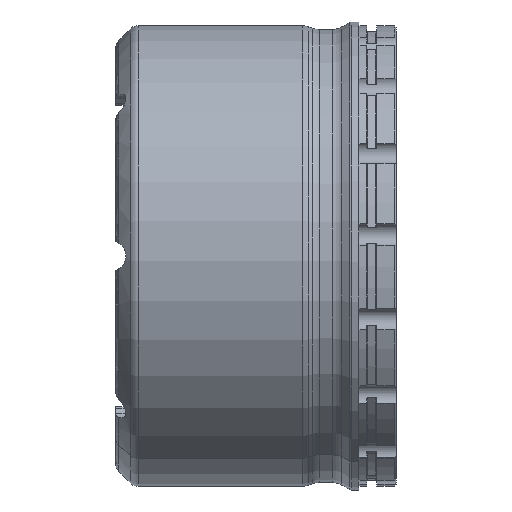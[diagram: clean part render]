
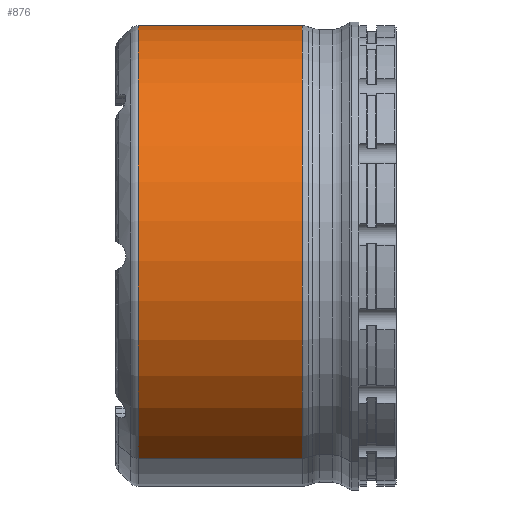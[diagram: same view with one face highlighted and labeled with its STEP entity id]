
A CAD part, front view. The second image highlights one B-rep face of the part: STEP entity #876.
In plain terms, the highlighted cylindrical face has radius 61.5 mm (diameter 123 mm), a partial arc.
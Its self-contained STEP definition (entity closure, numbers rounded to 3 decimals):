
#795=CARTESIAN_POINT('Vertex',(-69.,29.485,53.971)) ;
#802=CARTESIAN_POINT('Vertex',(-69.,-29.485,-53.971)) ;
#822=CARTESIAN_POINT('Axis2P3D Location',(-69.,0.,0.)) ;
#834=CARTESIAN_POINT('Axis2P3D Location',(-37.5,0.,0.)) ;
#839=CARTESIAN_POINT('Line Origine',(-34.75,29.485,53.971)) ;
#843=CARTESIAN_POINT('Vertex',(-25.147,29.485,53.971)) ;
#850=CARTESIAN_POINT('Vertex',(-25.147,-29.485,-53.971)) ;
#853=CARTESIAN_POINT('Line Origine',(-34.75,-29.485,-53.971)) ;
#865=CARTESIAN_POINT('Axis2P3D Location',(-25.147,0.,0.)) ;
#823=DIRECTION('Axis2P3D Direction',(-1.,0.,0.)) ;
#835=DIRECTION('Axis2P3D Direction',(-1.,0.,0.)) ;
#836=DIRECTION('Axis2P3D XDirection',(0.,0.479,0.878)) ;
#840=DIRECTION('Vector Direction',(-1.,0.,0.)) ;
#854=DIRECTION('Vector Direction',(-1.,0.,0.)) ;
#866=DIRECTION('Axis2P3D Direction',(-1.,0.,0.)) ;
#824=AXIS2_PLACEMENT_3D('Circle Axis2P3D',#822,#823,$) ;
#837=AXIS2_PLACEMENT_3D('Cylinder Axis2P3D',#834,#835,#836) ;
#867=AXIS2_PLACEMENT_3D('Circle Axis2P3D',#865,#866,$) ;
#871=ORIENTED_EDGE('',*,*,#826,.F.) ;
#872=ORIENTED_EDGE('',*,*,#857,.T.) ;
#873=ORIENTED_EDGE('',*,*,#869,.T.) ;
#874=ORIENTED_EDGE('',*,*,#845,.F.) ;
#841=VECTOR('Line Direction',#840,1.) ;
#855=VECTOR('Line Direction',#854,1.) ;
#876=ADVANCED_FACE('Corps principal',(#875),#838,.T.) ;
#825=CIRCLE('generated circle',#824,61.5) ;
#868=CIRCLE('generated circle',#867,61.5) ;
#838=CYLINDRICAL_SURFACE('generated cylinder',#837,61.5) ;
#826=EDGE_CURVE('',#803,#796,#825,.T.) ;
#845=EDGE_CURVE('',#796,#844,#842,.F.) ;
#857=EDGE_CURVE('',#803,#851,#856,.F.) ;
#869=EDGE_CURVE('',#851,#844,#868,.T.) ;
#870=EDGE_LOOP('',(#871,#872,#873,#874)) ;
#875=FACE_OUTER_BOUND('',#870,.T.) ;
#842=LINE('Line',#839,#841) ;
#856=LINE('Line',#853,#855) ;
#796=VERTEX_POINT('',#795) ;
#803=VERTEX_POINT('',#802) ;
#844=VERTEX_POINT('',#843) ;
#851=VERTEX_POINT('',#850) ;
